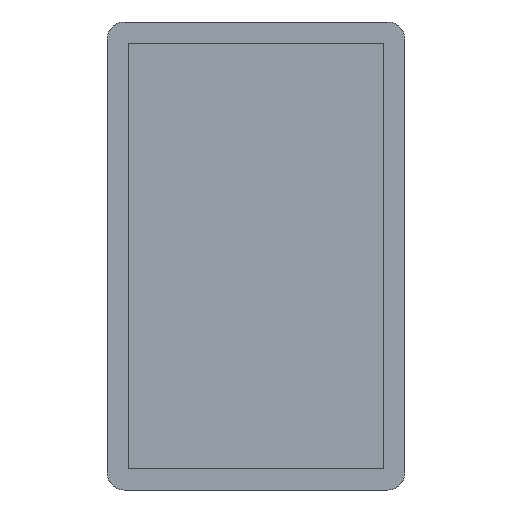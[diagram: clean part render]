
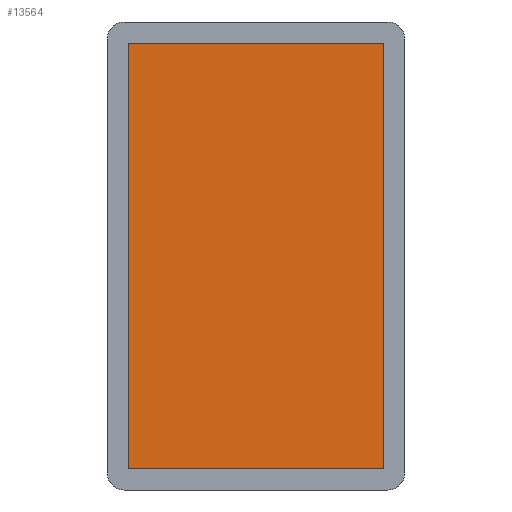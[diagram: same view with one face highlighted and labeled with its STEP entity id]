
A CAD part, front view. The second image highlights one B-rep face of the part: STEP entity #13564.
In plain terms, the highlighted planar face has unit normal (0, -1, 0).
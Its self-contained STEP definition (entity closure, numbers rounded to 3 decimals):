
#1535=PLANE('',#14207);
#1966=FACE_OUTER_BOUND('',#2737,.T.);
#2737=EDGE_LOOP('',(#10423,#10424,#10425,#10426));
#3610=LINE('',#20292,#4724);
#3614=LINE('',#20300,#4728);
#3617=LINE('',#20306,#4731);
#3620=LINE('',#20311,#4734);
#4724=VECTOR('',#14997,10.);
#4728=VECTOR('',#15003,10.);
#4731=VECTOR('',#15008,10.);
#4734=VECTOR('',#15013,10.);
#6027=VERTEX_POINT('',#20290);
#6028=VERTEX_POINT('',#20291);
#6031=VERTEX_POINT('',#20299);
#6033=VERTEX_POINT('',#20305);
#7646=EDGE_CURVE('',#6027,#6028,#3610,.T.);
#7650=EDGE_CURVE('',#6028,#6031,#3614,.T.);
#7653=EDGE_CURVE('',#6031,#6033,#3617,.T.);
#7656=EDGE_CURVE('',#6033,#6027,#3620,.T.);
#10423=ORIENTED_EDGE('',*,*,#7656,.T.);
#10424=ORIENTED_EDGE('',*,*,#7646,.T.);
#10425=ORIENTED_EDGE('',*,*,#7650,.T.);
#10426=ORIENTED_EDGE('',*,*,#7653,.T.);
#13564=ADVANCED_FACE('',(#1966),#1535,.F.);
#14207=AXIS2_PLACEMENT_3D('',#20314,#15017,#15018);
#14997=DIRECTION('',(0.,0.,-1.));
#15003=DIRECTION('',(1.,0.,0.));
#15008=DIRECTION('',(0.,0.,1.));
#15013=DIRECTION('',(-1.,0.,0.));
#15017=DIRECTION('center_axis',(0.,1.,0.));
#15018=DIRECTION('ref_axis',(1.,0.,0.));
#20290=CARTESIAN_POINT('',(-70.,0.,90.));
#20291=CARTESIAN_POINT('',(-70.,0.,-110.));
#20292=CARTESIAN_POINT('',(-70.,0.,90.));
#20299=CARTESIAN_POINT('',(50.,0.,-110.));
#20300=CARTESIAN_POINT('',(-70.,0.,-110.));
#20305=CARTESIAN_POINT('',(50.,0.,90.));
#20306=CARTESIAN_POINT('',(50.,0.,-110.));
#20311=CARTESIAN_POINT('',(50.,0.,90.));
#20314=CARTESIAN_POINT('Origin',(-10.,0.,-10.));
